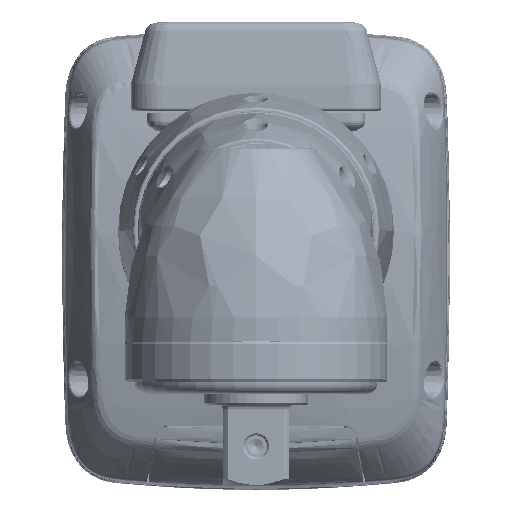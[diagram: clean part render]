
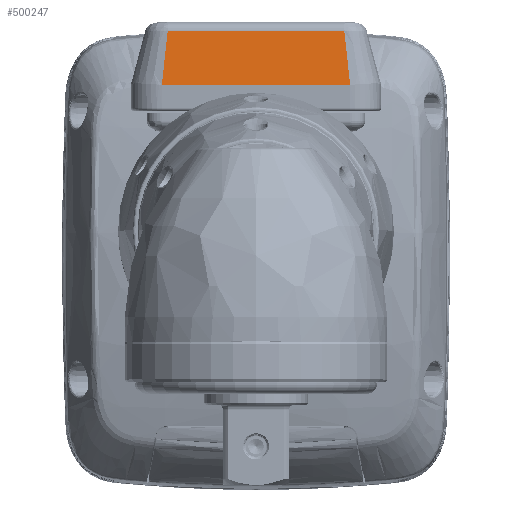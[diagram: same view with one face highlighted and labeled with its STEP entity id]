
A CAD part, top view. The second image highlights one B-rep face of the part: STEP entity #500247.
In plain terms, the highlighted planar face has unit normal (0, 0.087, 0.996).
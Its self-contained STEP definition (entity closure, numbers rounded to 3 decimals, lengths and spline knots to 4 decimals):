
#484737=DIRECTION('',(1.,0.,0.));
#484738=VECTOR('',#484737,1.4173);
#484739=CARTESIAN_POINT('',(-0.7087,1.1075,
0.5165));
#484740=LINE('',#484739,#484738);
#485255=CARTESIAN_POINT('',(0.668,1.5141,
0.4809));
#485257=DIRECTION('',(-1.,0.,0.));
#485258=VECTOR('',#485257,1.336);
#485259=CARTESIAN_POINT('',(0.668,1.5141,
0.4809));
#485260=LINE('',#485259,#485258);
#485261=DIRECTION('',(-0.108,0.99,-0.087));
#485262=VECTOR('',#485261,0.4102);
#485263=CARTESIAN_POINT('',(0.7125,1.1079,
0.5164));
#485264=LINE('',#485263,#485262);
#485265=CARTESIAN_POINT('',(0.7087,1.1075,
0.5165));
#485266=CARTESIAN_POINT('',(0.7099,1.1075,
0.5165));
#485267=CARTESIAN_POINT('',(0.7112,1.1076,
0.5164));
#485268=CARTESIAN_POINT('',(0.7125,1.1079,
0.5164));
#485270=CARTESIAN_POINT('',(-0.7125,1.1079,
0.5164));
#485271=CARTESIAN_POINT('',(-0.7112,1.1076,
0.5164));
#485272=CARTESIAN_POINT('',(-0.7099,1.1075,
0.5165));
#485273=CARTESIAN_POINT('',(-0.7087,1.1075,
0.5165));
#485275=DIRECTION('',(-0.108,-0.99,0.087));
#485276=VECTOR('',#485275,0.4102);
#485277=CARTESIAN_POINT('',(-0.668,1.5141,
0.4809));
#485278=LINE('',#485277,#485276);
#495552=VERTEX_POINT('',#485265);
#495553=VERTEX_POINT('',#485268);
#495558=VERTEX_POINT('',#485270);
#495559=VERTEX_POINT('',#485273);
#495634=VERTEX_POINT('',#485255);
#495636=CARTESIAN_POINT('',(-0.668,1.5141,
0.4809));
#495637=VERTEX_POINT('',#495636);
#500232=CARTESIAN_POINT('',(-0.8268,1.4749,
0.4843));
#500233=DIRECTION('',(0.,0.087,0.996));
#500234=DIRECTION('',(0.,-0.996,0.087));
#500235=AXIS2_PLACEMENT_3D('',#500232,#500233,#500234);
#500236=PLANE('',#500235);
#500238=ORIENTED_EDGE('',*,*,#500237,.F.);
#500239=ORIENTED_EDGE('',*,*,#500227,.F.);
#500240=ORIENTED_EDGE('',*,*,#499489,.F.);
#500241=ORIENTED_EDGE('',*,*,#499508,.F.);
#500242=ORIENTED_EDGE('',*,*,#499553,.F.);
#500244=ORIENTED_EDGE('',*,*,#500243,.F.);
#500245=EDGE_LOOP('',(#500238,#500239,#500240,#500241,#500242,#500244));
#500246=FACE_OUTER_BOUND('',#500245,.F.);
#500247=ADVANCED_FACE('',(#500246),#500236,.T.);
#485269=B_SPLINE_CURVE_WITH_KNOTS('',3,(#485265,#485266,#485267,#485268),
.UNSPECIFIED.,.F.,.F.,(4,4),(0.,1.),.UNSPECIFIED.);
#485274=B_SPLINE_CURVE_WITH_KNOTS('',3,(#485270,#485271,#485272,#485273),
.UNSPECIFIED.,.F.,.F.,(4,4),(0.,1.),.UNSPECIFIED.);
#499489=EDGE_CURVE('',#495552,#495553,#485269,.T.);
#499508=EDGE_CURVE('',#495559,#495552,#484740,.T.);
#499553=EDGE_CURVE('',#495558,#495559,#485274,.T.);
#500227=EDGE_CURVE('',#495553,#495634,#485264,.T.);
#500237=EDGE_CURVE('',#495634,#495637,#485260,.T.);
#500243=EDGE_CURVE('',#495637,#495558,#485278,.T.);
